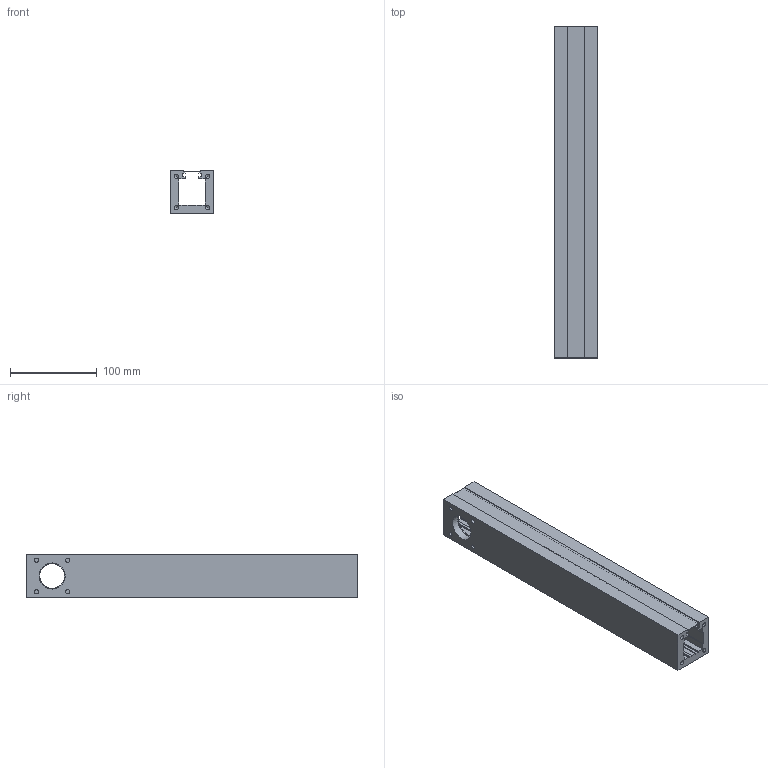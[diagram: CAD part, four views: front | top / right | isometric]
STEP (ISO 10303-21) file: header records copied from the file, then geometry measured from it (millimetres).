
FILE_DESCRIPTION(/* description */ ('Unknown'),/* implementation_level */ '2;1');
FILE_NAME(/* name */ 'Alu-Profil-50-Zahnriemenantrieb',/* time_stamp */ '2020-03-19T17:50:48+01:00',/* author */ ('Unknown'),/* organization */ ('Unknown'),/* preprocessor_version */ 'ST-DEVELOPER v16.7',/* originating_system */ 'Solid Edge',/* authorisation */ 'Unknown');
FILE_SCHEMA (('AUTOMOTIVE_DESIGN {1 0 10303 214 3 1 1}'));
Length unit declared in the file: millimetre
Products named in the file (1): Profil-50-Zahnriemenantrieb-dy
Bounding box: 50 x 382 x 50 mm (x, y, z)
Volume: 512009.8 mm3; surface area: 142180.2 mm2
Topology: 1 solids, 1 shells, 114 faces, 308 edges, 196 vertices
Faces by surface type: plane 62, cylinder 44, cone 8
Full cylindrical faces by diameter (mm): 4.917 x32, 28.5 x2, 30 x2
Entity records: 4205 total; most frequent: DIRECTION 566, CARTESIAN_POINT 539, ORIENTED_EDGE 484, EDGE_CURVE 242, AXIS2_PLACEMENT_3D 209, VERTEX_POINT 182, FACE_BOUND 180, EDGE_LOOP 172
